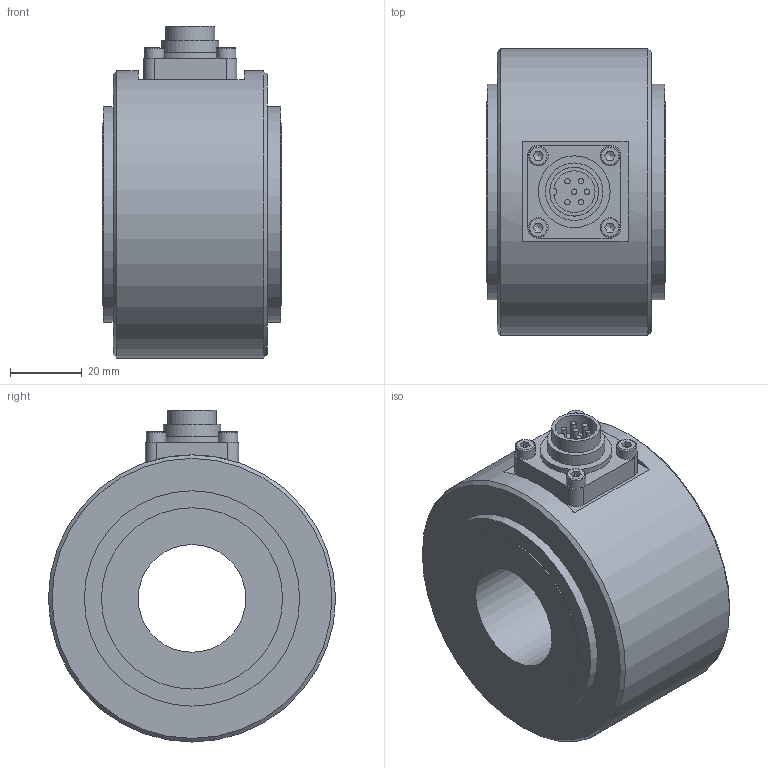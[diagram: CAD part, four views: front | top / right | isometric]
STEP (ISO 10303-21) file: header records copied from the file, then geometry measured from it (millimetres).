
FILE_DESCRIPTION( ( 'Unknown' ), '1' );
FILE_NAME( 'K18-500kN.stp', 'Unknown', ( 'Unknown' ), ( 'Unknown' ), 'PSStep 17.0.49', 'Unknown', ' ' );
FILE_SCHEMA( ( 'AUTOMOTIVE_DESIGN { 1 0 10303 214 1 1 1 1 }' ) );
Length unit declared in the file: millimetre
Products named in the file (5): Assem1; 1093-030_doc-00051598; Zylinderschraube DIN 912-M3x8; 10000-100_doc-00013157; viereckflansch_doc-00037059
Assembly tree (7 placements, depth 2):
  Assem1
    1093-030_doc-00051598
    Zylinderschraube DIN 912-M3x8  x4
    10000-100_doc-00013157
    viereckflansch_doc-00037059
Bounding box: 50 x 80 x 92.5 mm (x, y, z)
Volume: 203248.7 mm3; surface area: 29904.9 mm2
Topology: 7 solids, 7 shells, 134 faces, 276 edges, 183 vertices
Faces by surface type: plane 72, cylinder 44, cone 14, torus 4
Full cylindrical faces by diameter (mm): 1.5 x6, 2.387 x4, 3 x8, 3.2 x4, 5.5 x4, 13.6 x1, 15 x1, 16 x1, 18 x1, 18.1 x1, 20 x1, 30 x1, 50.5 x2, 60 x2, 80 x1
Entity records: 2550 total; most frequent: DIRECTION 346, CARTESIAN_POINT 326, ORIENTED_EDGE 222, AXIS2_PLACEMENT_3D 156, EDGE_LOOP 140, EDGE_CURVE 111, FACE_OUTER_BOUND 104, VERTEX_POINT 94
